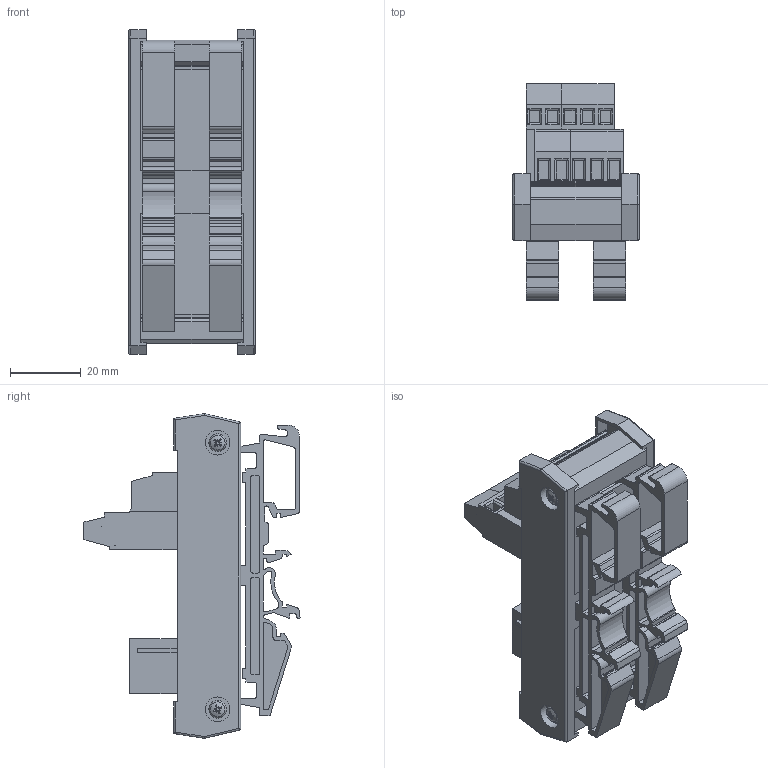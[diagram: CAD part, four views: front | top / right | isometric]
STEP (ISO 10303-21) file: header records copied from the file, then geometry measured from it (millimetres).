
FILE_DESCRIPTION((''),'2;1');
FILE_NAME('5718.2.stp','2014-07-10T12:09:39',('roland'),(''),'Autodesk Inventor 2013','Autodesk Inventor 2013','');
FILE_SCHEMA(('CONFIG_CONTROL_DESIGN'));
Length unit declared in the file: millimetre
Products named in the file (9): 8P8V; BASE PLATE; 8p8v; 3 GREEN updated; 2 GREEN updated; CASE; BASE SIDE; BASE LEGS; BS EN ISO 7045 Z - Metric M2.5 x 10 - 4.8 - Z
Assembly tree (13 placements, depth 2):
  8P8V
    BASE PLATE
    8p8v
    3 GREEN updated
    2 GREEN updated
    CASE
    BASE SIDE  x2
    BASE LEGS  x2
    BS EN ISO 7045 Z - Metric M2.5 x 10 - 4.8 - Z  x4
Bounding box: 35.8 x 61.19 x 91.98 mm (x, y, z)
Volume: 38370.8 mm3; surface area: 47281.3 mm2
Topology: 13 solids, 13 shells, 1351 faces, 3441 edges, 2262 vertices
Faces by surface type: plane 799, cylinder 454, cone 64, torus 20, sphere 14
Full cylindrical faces by diameter (mm): 0.5 x50, 1 x12, 1.25 x10, 2 x95, 2.256 x4, 2.5 x14, 3.2 x4, 4 x10, 7 x4, 9 x4
Entity records: 28326 total; most frequent: CARTESIAN_POINT 5029, DIRECTION 4826, ORIENTED_EDGE 4308, EDGE_CURVE 2154, AXIS2_PLACEMENT_3D 1733, VERTEX_POINT 1548, EDGE_LOOP 1474, VECTOR 1360
